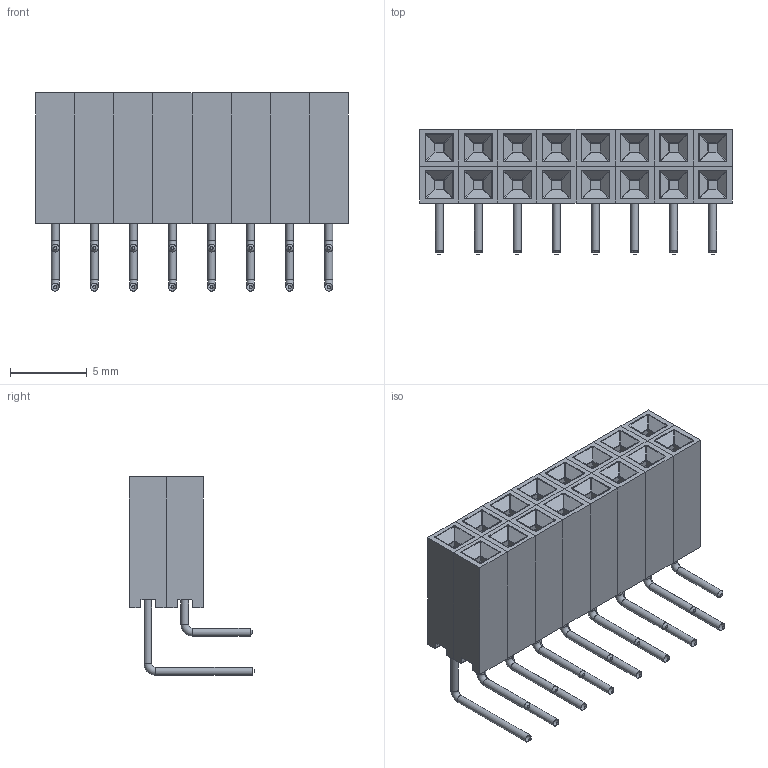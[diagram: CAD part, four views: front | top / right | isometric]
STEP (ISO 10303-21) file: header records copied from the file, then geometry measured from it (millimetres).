
FILE_DESCRIPTION(/* description */ (''),/* implementation_level */ '2;1');
FILE_NAME(/* name */ 'Header THT female 2x8 RA.step',/* time_stamp */ '2019-04-30T16:18:45+02:00',/* author */ (''),/* organization */ (''),/* preprocessor_version */ 'ST-DEVELOPER v18',/* originating_system */ 'Autodesk Translation Framework v8.2.0.1029',/* authorisation */ '');
FILE_SCHEMA (('AUTOMOTIVE_DESIGN { 1 0 10303 214 3 1 1 }'));
Length unit declared in the file: millimetre
Products named in the file (1): (Nicht gespeichert)
Bounding box: 20.32 x 8.14 x 12.89 mm (x, y, z)
Volume: 787.3 mm3; surface area: 2024.1 mm2
Topology: 16 solids, 16 shells, 896 faces, 2096 edges, 1264 vertices
Faces by surface type: plane 384, cylinder 288, bspline 192, cone 16, torus 16
Full cylindrical faces by diameter (mm): 0.5 x32
Entity records: 29188 total; most frequent: CARTESIAN_POINT 8561, DIRECTION 4338, ORIENTED_EDGE 4192, EDGE_CURVE 2096, AXIS2_PLACEMENT_3D 1601, VERTEX_POINT 1264, LINE 1136, VECTOR 1136
